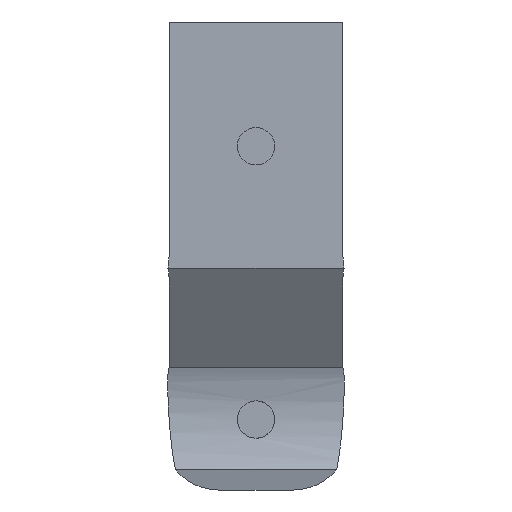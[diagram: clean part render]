
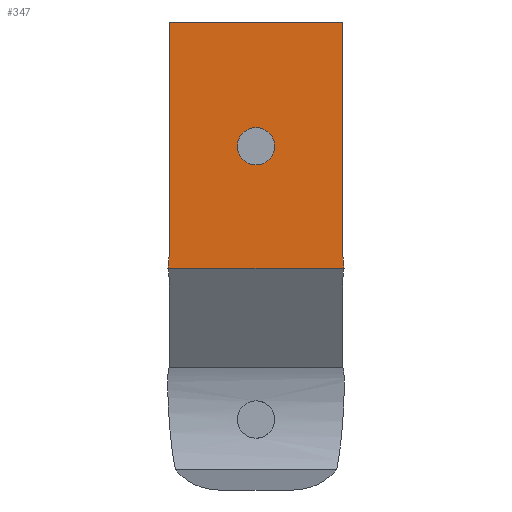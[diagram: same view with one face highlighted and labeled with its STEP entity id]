
A CAD part, front view. The second image highlights one B-rep face of the part: STEP entity #347.
In plain terms, the highlighted planar face has unit normal (0, -1, 0).
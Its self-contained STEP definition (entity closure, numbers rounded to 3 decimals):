
#25=CIRCLE('',#392,1.5);
#40=PLANE('',#391);
#49=FACE_BOUND('',#77,.T.);
#51=FACE_OUTER_BOUND('',#76,.T.);
#76=EDGE_LOOP('',(#242,#243,#244,#245,#246,#247));
#77=EDGE_LOOP('',(#248));
#106=B_SPLINE_CURVE_WITH_KNOTS('',3,(#608,#609,#610,#611,#612,#613),
 .UNSPECIFIED.,.F.,.F.,(4,2,4),(0.,0.047,
0.095),.UNSPECIFIED.);
#107=B_SPLINE_CURVE_WITH_KNOTS('',3,(#617,#618,#619,#620,#621,#622),
 .UNSPECIFIED.,.F.,.F.,(4,2,4),(0.,0.048,
0.095),.UNSPECIFIED.);
#114=LINE('',#615,#134);
#115=LINE('',#624,#135);
#116=LINE('',#626,#136);
#117=LINE('',#627,#137);
#134=VECTOR('',#437,14.187);
#135=VECTOR('',#438,18.88);
#136=VECTOR('',#439,14.);
#137=VECTOR('',#440,18.88);
#160=VERTEX_POINT('',#606);
#161=VERTEX_POINT('',#607);
#162=VERTEX_POINT('',#614);
#163=VERTEX_POINT('',#616);
#164=VERTEX_POINT('',#623);
#165=VERTEX_POINT('',#625);
#166=VERTEX_POINT('',#628);
#191=EDGE_CURVE('',#160,#161,#106,.T.);
#192=EDGE_CURVE('',#161,#162,#114,.T.);
#193=EDGE_CURVE('',#162,#163,#107,.T.);
#194=EDGE_CURVE('',#164,#163,#115,.F.);
#195=EDGE_CURVE('',#165,#164,#116,.T.);
#196=EDGE_CURVE('',#160,#165,#117,.F.);
#197=EDGE_CURVE('',#166,#166,#25,.T.);
#242=ORIENTED_EDGE('',*,*,#191,.T.);
#243=ORIENTED_EDGE('',*,*,#192,.T.);
#244=ORIENTED_EDGE('',*,*,#193,.T.);
#245=ORIENTED_EDGE('',*,*,#194,.F.);
#246=ORIENTED_EDGE('',*,*,#195,.F.);
#247=ORIENTED_EDGE('',*,*,#196,.F.);
#248=ORIENTED_EDGE('',*,*,#197,.F.);
#347=ADVANCED_FACE('',(#51,#49),#40,.T.);
#391=AXIS2_PLACEMENT_3D('',#605,#435,#436);
#392=AXIS2_PLACEMENT_3D('',#629,#441,#442);
#435=DIRECTION('center_axis',(0.,-1.,0.));
#436=DIRECTION('ref_axis',(0.,0.,-1.));
#437=DIRECTION('',(1.,0.,0.));
#438=DIRECTION('',(0.,0.,1.));
#439=DIRECTION('',(1.,0.,0.));
#440=DIRECTION('',(0.,0.,-1.));
#441=DIRECTION('center_axis',(0.,-1.,0.));
#442=DIRECTION('ref_axis',(0.,0.,-1.));
#605=CARTESIAN_POINT('Origin',(0.,12.,-4.805));
#606=CARTESIAN_POINT('',(1.,12.,-23.685));
#607=CARTESIAN_POINT('',(0.907,12.,-24.631));
#608=CARTESIAN_POINT('Ctrl Pts',(1.,12.,-23.685));
#609=CARTESIAN_POINT('Ctrl Pts',(1.,12.,-23.84));
#610=CARTESIAN_POINT('Ctrl Pts',(0.992,12.,-23.996));
#611=CARTESIAN_POINT('Ctrl Pts',(0.961,12.,-24.312));
#612=CARTESIAN_POINT('Ctrl Pts',(0.937,12.,-24.472));
#613=CARTESIAN_POINT('Ctrl Pts',(0.907,12.,-24.631));
#614=CARTESIAN_POINT('',(15.093,12.,-24.631));
#615=CARTESIAN_POINT('',(0.907,12.,-24.631));
#616=CARTESIAN_POINT('',(15.,12.,-23.685));
#617=CARTESIAN_POINT('Ctrl Pts',(15.093,12.,-24.631));
#618=CARTESIAN_POINT('Ctrl Pts',(15.063,12.,-24.472));
#619=CARTESIAN_POINT('Ctrl Pts',(15.039,12.,-24.312));
#620=CARTESIAN_POINT('Ctrl Pts',(15.008,12.,-23.996));
#621=CARTESIAN_POINT('Ctrl Pts',(15.,12.,-23.84));
#622=CARTESIAN_POINT('Ctrl Pts',(15.,12.,-23.685));
#623=CARTESIAN_POINT('',(15.,12.,-4.805));
#624=CARTESIAN_POINT('',(15.,12.,-23.685));
#625=CARTESIAN_POINT('',(1.,12.,-4.805));
#626=CARTESIAN_POINT('',(1.,12.,-4.805));
#627=CARTESIAN_POINT('',(1.,12.,-4.805));
#628=CARTESIAN_POINT('',(8.,12.,-16.305));
#629=CARTESIAN_POINT('Origin',(8.,12.,-14.805));
